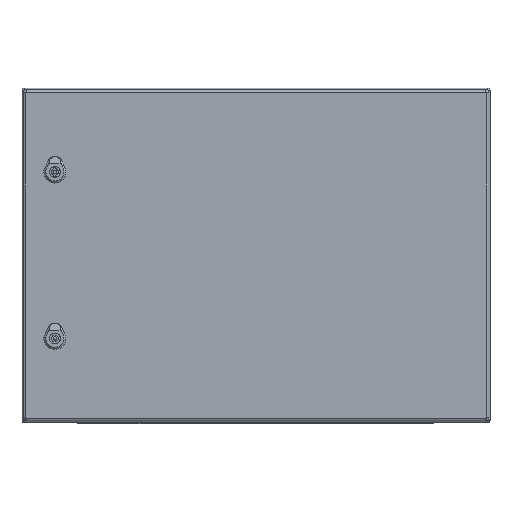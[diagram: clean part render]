
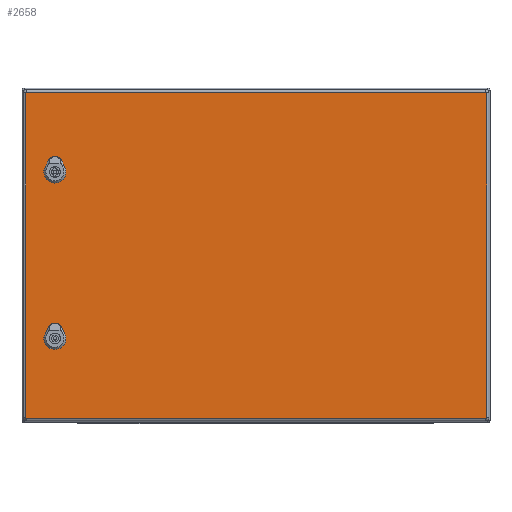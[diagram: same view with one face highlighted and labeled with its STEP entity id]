
A CAD part, top view. The second image highlights one B-rep face of the part: STEP entity #2658.
In plain terms, the highlighted face is planar.
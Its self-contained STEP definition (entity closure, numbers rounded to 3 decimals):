
#1591=FACE_BOUND('',#4051,.T.);
#1592=FACE_BOUND('',#4052,.T.);
#1593=FACE_BOUND('',#4053,.T.);
#2199=CIRCLE('',#11113,1.);
#2200=CIRCLE('',#11114,1.);
#2201=CIRCLE('',#11115,1.);
#2202=CIRCLE('',#11116,1.);
#2203=CIRCLE('',#11117,11.25);
#2204=CIRCLE('',#11118,11.25);
#2205=CIRCLE('',#11119,11.25);
#2206=CIRCLE('',#11120,11.25);
#2207=CIRCLE('',#11121,11.25);
#2208=CIRCLE('',#11122,11.25);
#2209=CIRCLE('',#11123,11.25);
#2210=CIRCLE('',#11124,11.25);
#2658=ADVANCED_FACE('',(#1591,#1592,#1593),#2993,.F.);
#2993=PLANE('',#11125);
#4051=EDGE_LOOP('',(#5781,#5782,#5783,#5784,#5785,#5786,#5787,#5788));
#4052=EDGE_LOOP('',(#5789,#5790,#5791,#5792,#5793,#5794,#5795,#5796));
#4053=EDGE_LOOP('',(#5797,#5798,#5799,#5800,#5801,#5802,#5803,#5804));
#5781=ORIENTED_EDGE('',*,*,#8535,.F.);
#5782=ORIENTED_EDGE('',*,*,#8536,.F.);
#5783=ORIENTED_EDGE('',*,*,#8537,.F.);
#5784=ORIENTED_EDGE('',*,*,#8538,.F.);
#5785=ORIENTED_EDGE('',*,*,#8539,.F.);
#5786=ORIENTED_EDGE('',*,*,#8540,.F.);
#5787=ORIENTED_EDGE('',*,*,#8541,.F.);
#5788=ORIENTED_EDGE('',*,*,#8542,.F.);
#5789=ORIENTED_EDGE('',*,*,#8543,.T.);
#5790=ORIENTED_EDGE('',*,*,#8544,.T.);
#5791=ORIENTED_EDGE('',*,*,#8545,.T.);
#5792=ORIENTED_EDGE('',*,*,#8546,.T.);
#5793=ORIENTED_EDGE('',*,*,#8547,.T.);
#5794=ORIENTED_EDGE('',*,*,#8548,.T.);
#5795=ORIENTED_EDGE('',*,*,#8549,.T.);
#5796=ORIENTED_EDGE('',*,*,#8550,.T.);
#5797=ORIENTED_EDGE('',*,*,#8551,.F.);
#5798=ORIENTED_EDGE('',*,*,#8552,.F.);
#5799=ORIENTED_EDGE('',*,*,#8553,.F.);
#5800=ORIENTED_EDGE('',*,*,#8554,.F.);
#5801=ORIENTED_EDGE('',*,*,#8555,.F.);
#5802=ORIENTED_EDGE('',*,*,#8556,.F.);
#5803=ORIENTED_EDGE('',*,*,#8557,.F.);
#5804=ORIENTED_EDGE('',*,*,#8558,.F.);
#7453=VERTEX_POINT('',#16373);
#7454=VERTEX_POINT('',#16374);
#7455=VERTEX_POINT('',#16376);
#7456=VERTEX_POINT('',#16378);
#7457=VERTEX_POINT('',#16380);
#7458=VERTEX_POINT('',#16382);
#7459=VERTEX_POINT('',#16384);
#7460=VERTEX_POINT('',#16386);
#7461=VERTEX_POINT('',#16389);
#7462=VERTEX_POINT('',#16390);
#7463=VERTEX_POINT('',#16392);
#7464=VERTEX_POINT('',#16394);
#7465=VERTEX_POINT('',#16396);
#7466=VERTEX_POINT('',#16398);
#7467=VERTEX_POINT('',#16400);
#7468=VERTEX_POINT('',#16402);
#7469=VERTEX_POINT('',#16405);
#7470=VERTEX_POINT('',#16406);
#7471=VERTEX_POINT('',#16408);
#7472=VERTEX_POINT('',#16410);
#7473=VERTEX_POINT('',#16412);
#7474=VERTEX_POINT('',#16414);
#7475=VERTEX_POINT('',#16416);
#7476=VERTEX_POINT('',#16418);
#8535=EDGE_CURVE('',#7453,#7454,#2199,.T.);
#8536=EDGE_CURVE('',#7455,#7453,#9435,.T.);
#8537=EDGE_CURVE('',#7456,#7455,#2200,.T.);
#8538=EDGE_CURVE('',#7457,#7456,#9436,.T.);
#8539=EDGE_CURVE('',#7458,#7457,#2201,.T.);
#8540=EDGE_CURVE('',#7459,#7458,#9437,.T.);
#8541=EDGE_CURVE('',#7460,#7459,#2202,.T.);
#8542=EDGE_CURVE('',#7454,#7460,#9438,.T.);
#8543=EDGE_CURVE('',#7461,#7462,#9439,.T.);
#8544=EDGE_CURVE('',#7462,#7463,#2203,.T.);
#8545=EDGE_CURVE('',#7463,#7464,#9440,.T.);
#8546=EDGE_CURVE('',#7464,#7465,#2204,.T.);
#8547=EDGE_CURVE('',#7465,#7466,#9441,.T.);
#8548=EDGE_CURVE('',#7466,#7467,#2205,.T.);
#8549=EDGE_CURVE('',#7467,#7468,#9442,.T.);
#8550=EDGE_CURVE('',#7468,#7461,#2206,.T.);
#8551=EDGE_CURVE('',#7469,#7470,#2207,.T.);
#8552=EDGE_CURVE('',#7471,#7469,#9443,.T.);
#8553=EDGE_CURVE('',#7472,#7471,#2208,.T.);
#8554=EDGE_CURVE('',#7473,#7472,#9444,.T.);
#8555=EDGE_CURVE('',#7474,#7473,#2209,.T.);
#8556=EDGE_CURVE('',#7475,#7474,#9445,.T.);
#8557=EDGE_CURVE('',#7476,#7475,#2210,.T.);
#8558=EDGE_CURVE('',#7470,#7476,#9446,.T.);
#9435=LINE('',#16375,#10163);
#9436=LINE('',#16379,#10164);
#9437=LINE('',#16383,#10165);
#9438=LINE('',#16387,#10166);
#9439=LINE('',#16388,#10167);
#9440=LINE('',#16393,#10168);
#9441=LINE('',#16397,#10169);
#9442=LINE('',#16401,#10170);
#9443=LINE('',#16407,#10171);
#9444=LINE('',#16411,#10172);
#9445=LINE('',#16415,#10173);
#9446=LINE('',#16419,#10174);
#10163=VECTOR('',#13244,1.);
#10164=VECTOR('',#13247,1.);
#10165=VECTOR('',#13250,1.);
#10166=VECTOR('',#13253,1.);
#10167=VECTOR('',#13254,1.);
#10168=VECTOR('',#13257,1.);
#10169=VECTOR('',#13260,1.);
#10170=VECTOR('',#13263,1.);
#10171=VECTOR('',#13268,1.);
#10172=VECTOR('',#13271,1.);
#10173=VECTOR('',#13274,1.);
#10174=VECTOR('',#13277,1.);
#11113=AXIS2_PLACEMENT_3D('',#16372,#13242,#13243);
#11114=AXIS2_PLACEMENT_3D('',#16377,#13245,#13246);
#11115=AXIS2_PLACEMENT_3D('',#16381,#13248,#13249);
#11116=AXIS2_PLACEMENT_3D('',#16385,#13251,#13252);
#11117=AXIS2_PLACEMENT_3D('',#16391,#13255,#13256);
#11118=AXIS2_PLACEMENT_3D('',#16395,#13258,#13259);
#11119=AXIS2_PLACEMENT_3D('',#16399,#13261,#13262);
#11120=AXIS2_PLACEMENT_3D('',#16403,#13264,#13265);
#11121=AXIS2_PLACEMENT_3D('',#16404,#13266,#13267);
#11122=AXIS2_PLACEMENT_3D('',#16409,#13269,#13270);
#11123=AXIS2_PLACEMENT_3D('',#16413,#13272,#13273);
#11124=AXIS2_PLACEMENT_3D('',#16417,#13275,#13276);
#11125=AXIS2_PLACEMENT_3D('',#16420,#13278,#13279);
#13242=DIRECTION('',(0.,0.,1.));
#13243=DIRECTION('',(1.,0.,0.));
#13244=DIRECTION('',(0.,-1.,0.));
#13245=DIRECTION('',(0.,0.,1.));
#13246=DIRECTION('',(1.,0.,0.));
#13247=DIRECTION('',(-1.,0.,0.));
#13248=DIRECTION('',(0.,0.,1.));
#13249=DIRECTION('',(1.,0.,0.));
#13250=DIRECTION('',(0.,1.,0.));
#13251=DIRECTION('',(0.,0.,1.));
#13252=DIRECTION('',(1.,0.,0.));
#13253=DIRECTION('',(1.,0.,0.));
#13254=DIRECTION('',(-1.,0.,0.));
#13255=DIRECTION('',(0.,0.,1.));
#13256=DIRECTION('',(1.,0.,0.));
#13257=DIRECTION('',(0.,-1.,0.));
#13258=DIRECTION('',(0.,0.,1.));
#13259=DIRECTION('',(1.,0.,0.));
#13260=DIRECTION('',(1.,0.,0.));
#13261=DIRECTION('',(0.,0.,1.));
#13262=DIRECTION('',(1.,0.,0.));
#13263=DIRECTION('',(0.,1.,0.));
#13264=DIRECTION('',(0.,0.,1.));
#13265=DIRECTION('',(1.,0.,0.));
#13266=DIRECTION('',(0.,0.,-1.));
#13267=DIRECTION('',(1.,0.,0.));
#13268=DIRECTION('',(-1.,0.,0.));
#13269=DIRECTION('',(0.,0.,-1.));
#13270=DIRECTION('',(1.,0.,0.));
#13271=DIRECTION('',(0.,-1.,0.));
#13272=DIRECTION('',(0.,0.,-1.));
#13273=DIRECTION('',(1.,0.,0.));
#13274=DIRECTION('',(1.,0.,0.));
#13275=DIRECTION('',(0.,0.,-1.));
#13276=DIRECTION('',(1.,0.,0.));
#13277=DIRECTION('',(0.,1.,0.));
#13278=DIRECTION('',(0.,0.,1.));
#13279=DIRECTION('',(1.,0.,0.));
#16372=CARTESIAN_POINT('',(-343.75,-243.,0.));
#16373=CARTESIAN_POINT('',(-344.75,-243.,0.));
#16374=CARTESIAN_POINT('',(-343.75,-244.,0.));
#16375=CARTESIAN_POINT('',(-344.75,243.,0.));
#16376=CARTESIAN_POINT('',(-344.75,243.,0.));
#16377=CARTESIAN_POINT('',(-343.75,243.,0.));
#16378=CARTESIAN_POINT('',(-343.75,244.,0.));
#16379=CARTESIAN_POINT('',(343.75,244.,0.));
#16380=CARTESIAN_POINT('',(343.75,244.,0.));
#16381=CARTESIAN_POINT('',(343.75,243.,0.));
#16382=CARTESIAN_POINT('',(344.75,243.,0.));
#16383=CARTESIAN_POINT('',(344.75,-243.,0.));
#16384=CARTESIAN_POINT('',(344.75,-243.,0.));
#16385=CARTESIAN_POINT('',(343.75,-243.,0.));
#16386=CARTESIAN_POINT('',(343.75,-244.,0.));
#16387=CARTESIAN_POINT('',(-343.75,-244.,0.));
#16388=CARTESIAN_POINT('',(-343.75,134.7,0.));
#16389=CARTESIAN_POINT('',(305.496,134.7,0.));
#16390=CARTESIAN_POINT('',(296.004,134.7,0.));
#16391=CARTESIAN_POINT('',(300.75,124.5,0.));
#16392=CARTESIAN_POINT('',(290.55,129.246,0.));
#16393=CARTESIAN_POINT('',(290.55,243.,0.));
#16394=CARTESIAN_POINT('',(290.55,119.754,0.));
#16395=CARTESIAN_POINT('',(300.75,124.5,0.));
#16396=CARTESIAN_POINT('',(296.004,114.3,0.));
#16397=CARTESIAN_POINT('',(-343.75,114.3,0.));
#16398=CARTESIAN_POINT('',(305.496,114.3,0.));
#16399=CARTESIAN_POINT('',(300.75,124.5,0.));
#16400=CARTESIAN_POINT('',(310.95,119.754,0.));
#16401=CARTESIAN_POINT('',(310.95,243.,0.));
#16402=CARTESIAN_POINT('',(310.95,129.246,0.));
#16403=CARTESIAN_POINT('',(300.75,124.5,0.));
#16404=CARTESIAN_POINT('',(300.75,-124.5,0.));
#16405=CARTESIAN_POINT('',(296.004,-134.7,0.));
#16406=CARTESIAN_POINT('',(290.55,-129.246,0.));
#16407=CARTESIAN_POINT('',(-343.75,-134.7,0.));
#16408=CARTESIAN_POINT('',(305.496,-134.7,0.));
#16409=CARTESIAN_POINT('',(300.75,-124.5,0.));
#16410=CARTESIAN_POINT('',(310.95,-129.246,0.));
#16411=CARTESIAN_POINT('',(310.95,243.,0.));
#16412=CARTESIAN_POINT('',(310.95,-119.754,0.));
#16413=CARTESIAN_POINT('',(300.75,-124.5,0.));
#16414=CARTESIAN_POINT('',(305.496,-114.3,0.));
#16415=CARTESIAN_POINT('',(-343.75,-114.3,0.));
#16416=CARTESIAN_POINT('',(296.004,-114.3,0.));
#16417=CARTESIAN_POINT('',(300.75,-124.5,0.));
#16418=CARTESIAN_POINT('',(290.55,-119.754,0.));
#16419=CARTESIAN_POINT('',(290.55,243.,0.));
#16420=CARTESIAN_POINT('',(-343.75,243.,0.));
